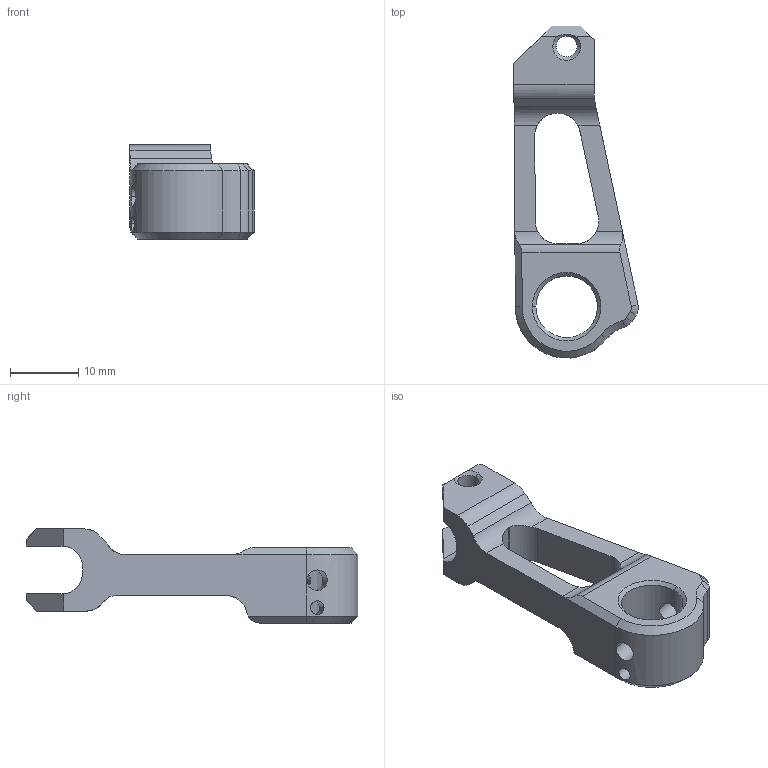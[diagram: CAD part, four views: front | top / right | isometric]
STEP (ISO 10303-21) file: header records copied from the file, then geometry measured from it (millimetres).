
FILE_DESCRIPTION (( 'STEP AP214' ), '1' );
FILE_NAME ('RCDT-PR-007 Actuator Arm R0.STEP', '2025-04-05T19:52:53', ( '' ), ( '' ), 'SwSTEP 2.0', 'SolidWorks 2024', '' );
FILE_SCHEMA (( 'AUTOMOTIVE_DESIGN' ));
Length unit declared in the file: millimetre
Products named in the file (1): RCDT-PR-007 Actuator Arm R0
Bounding box: 18.19 x 48.48 x 13.75 mm (x, y, z)
Volume: 3584 mm3; surface area: 2791.8 mm2
Topology: 1 solids, 1 shells, 93 faces, 277 edges, 175 vertices
Faces by surface type: cylinder 37, plane 35, cone 20, bspline 1
Entity records: 3523 total; most frequent: CARTESIAN_POINT 1065, ORIENTED_EDGE 550, DIRECTION 465, EDGE_CURVE 275, VERTEX_POINT 175, AXIS2_PLACEMENT_3D 159, VECTOR 147, LINE 147
